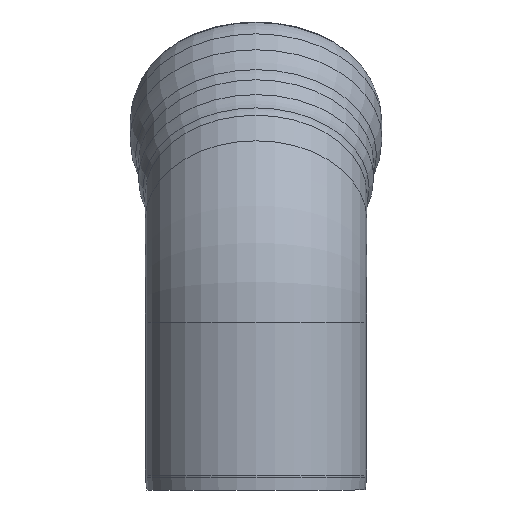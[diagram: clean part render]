
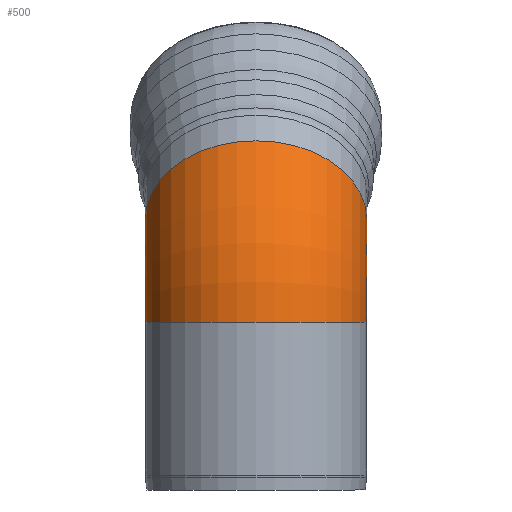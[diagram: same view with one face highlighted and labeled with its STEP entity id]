
A CAD part, left-side view. The second image highlights one B-rep face of the part: STEP entity #500.
In plain terms, the highlighted toroidal (fillet/blend) face has major radius 1050 mm and minor radius 795 mm.
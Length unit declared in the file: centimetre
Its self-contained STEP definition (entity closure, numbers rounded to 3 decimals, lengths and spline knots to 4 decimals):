
#42=TOROIDAL_SURFACE('',#592,105.,79.5);
#108=FACE_OUTER_BOUND('',#139,.T.);
#139=EDGE_LOOP('',(#464,#465,#466,#467));
#199=CIRCLE('',#591,79.5);
#200=CIRCLE('',#593,25.5);
#201=CIRCLE('',#594,79.5);
#246=VERTEX_POINT('',#941);
#247=VERTEX_POINT('',#945);
#319=EDGE_CURVE('',#246,#246,#199,.T.);
#320=EDGE_CURVE('',#246,#247,#200,.T.);
#321=EDGE_CURVE('',#247,#247,#201,.T.);
#464=ORIENTED_EDGE('',*,*,#319,.F.);
#465=ORIENTED_EDGE('',*,*,#320,.T.);
#466=ORIENTED_EDGE('',*,*,#321,.T.);
#467=ORIENTED_EDGE('',*,*,#320,.F.);
#500=ADVANCED_FACE('',(#108),#42,.T.);
#591=AXIS2_PLACEMENT_3D('',#943,#785,#786);
#592=AXIS2_PLACEMENT_3D('',#944,#787,#788);
#593=AXIS2_PLACEMENT_3D('',#946,#789,#790);
#594=AXIS2_PLACEMENT_3D('',#947,#791,#792);
#785=DIRECTION('center_axis',(0.,0.,
-1.));
#786=DIRECTION('ref_axis',(-1.,0.,0.));
#787=DIRECTION('center_axis',(0.,-1.,0.));
#788=DIRECTION('ref_axis',(1.,0.,0.));
#789=DIRECTION('center_axis',(0.,1.,0.));
#790=DIRECTION('ref_axis',(1.,0.,0.));
#791=DIRECTION('center_axis',(-0.707,0.,
-0.707));
#792=DIRECTION('ref_axis',(-0.707,0.,0.707));
#941=CARTESIAN_POINT('',(210.6493,29.5391,107.0573));
#943=CARTESIAN_POINT('Origin',(131.1493,29.5391,107.0573));
#944=CARTESIAN_POINT('Origin',(236.1493,29.5391,107.0573));
#945=CARTESIAN_POINT('',(218.1181,29.5391,125.0885));
#946=CARTESIAN_POINT('Origin',(236.1493,29.5391,107.0573));
#947=CARTESIAN_POINT('Origin',(161.9031,29.5391,181.3035));
